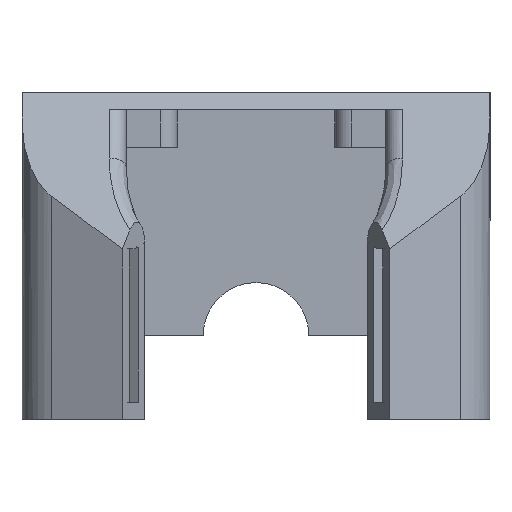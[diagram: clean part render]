
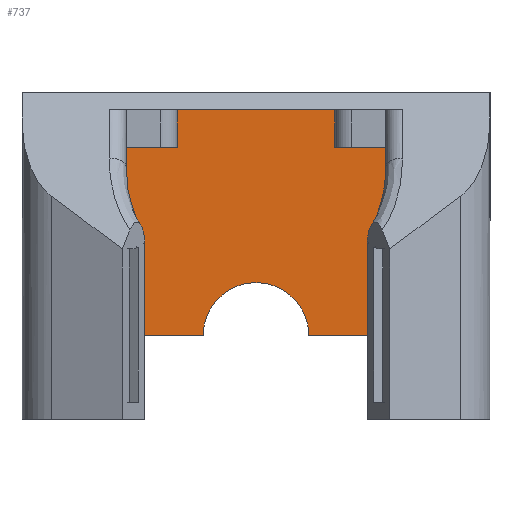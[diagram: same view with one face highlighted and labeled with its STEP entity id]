
A CAD part, front view. The second image highlights one B-rep face of the part: STEP entity #737.
In plain terms, the highlighted planar face has unit normal (0, -1, 0).
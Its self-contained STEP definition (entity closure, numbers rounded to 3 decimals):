
#24 = CARTESIAN_POINT ( 'NONE',  ( -15.25, 7.4, -29.85 ) ) ;
#363 = VECTOR ( 'NONE', #979, 1000. ) ;
#420 = ORIENTED_EDGE ( 'NONE', *, *, #4438, .T. ) ;
#547 = DIRECTION ( 'NONE',  ( -1., 0., 0. ) ) ;
#574 = ORIENTED_EDGE ( 'NONE', *, *, #6326, .F. ) ;
#618 = CARTESIAN_POINT ( 'NONE',  ( 16., 7.4, -8.5 ) ) ;
#628 = VERTEX_POINT ( 'NONE', #618 ) ;
#690 = VECTOR ( 'NONE', #4505, 1000. ) ;
#737 = ADVANCED_FACE ( 'NONE', ( #2942 ), #6547, .F. ) ;
#819 = ORIENTED_EDGE ( 'NONE', *, *, #1787, .T. ) ;
#935 = DIRECTION ( 'NONE',  ( 0., 1., 0. ) ) ;
#950 = LINE ( 'NONE', #6770, #363 ) ;
#960 = CARTESIAN_POINT ( 'NONE',  ( -15.25, 7.4, -8.5 ) ) ;
#979 = DIRECTION ( 'NONE',  ( 0., 0., 1. ) ) ;
#1141 = CARTESIAN_POINT ( 'NONE',  ( 15.25, 7.4, 6.5 ) ) ;
#1224 = DIRECTION ( 'NONE',  ( -1., 0., 0. ) ) ;
#1343 = LINE ( 'NONE', #3952, #1558 ) ;
#1406 = LINE ( 'NONE', #5570, #5103 ) ;
#1470 = DIRECTION ( 'NONE',  ( 0., 0., 1. ) ) ;
#1558 = VECTOR ( 'NONE', #1798, 1000. ) ;
#1649 = VECTOR ( 'NONE', #3269, 1000. ) ;
#1698 = CARTESIAN_POINT ( 'NONE',  ( 15.25, 7.4, -8.5 ) ) ;
#1760 = VERTEX_POINT ( 'NONE', #5527 ) ;
#1787 = EDGE_CURVE ( 'NONE', #2696, #6598, #3281, .T. ) ;
#1798 = DIRECTION ( 'NONE',  ( -1., 0., 0. ) ) ;
#1850 = DIRECTION ( 'NONE',  ( 0., 0., 1. ) ) ;
#1902 = VERTEX_POINT ( 'NONE', #4036 ) ;
#1948 = CARTESIAN_POINT ( 'NONE',  ( -16., 7.4, -20. ) ) ;
#2072 = EDGE_CURVE ( 'NONE', #2696, #3355, #2758, .T. ) ;
#2202 = LINE ( 'NONE', #1141, #5169 ) ;
#2338 = DIRECTION ( 'NONE',  ( 0., 1., 0. ) ) ;
#2430 = CARTESIAN_POINT ( 'NONE',  ( -15.25, 7.4, -29.85 ) ) ;
#2508 = DIRECTION ( 'NONE',  ( 0., 0., 1. ) ) ;
#2561 = VECTOR ( 'NONE', #1224, 1000. ) ;
#2575 = CARTESIAN_POINT ( 'NONE',  ( 16., 7.4, -8.5 ) ) ;
#2580 = ORIENTED_EDGE ( 'NONE', *, *, #5178, .T. ) ;
#2696 = VERTEX_POINT ( 'NONE', #960 ) ;
#2710 = LINE ( 'NONE', #2575, #4845 ) ;
#2758 = LINE ( 'NONE', #24, #1649 ) ;
#2942 = FACE_OUTER_BOUND ( 'NONE', #5631, .T. ) ;
#3181 = VERTEX_POINT ( 'NONE', #3554 ) ;
#3206 = AXIS2_PLACEMENT_3D ( 'NONE', #6129, #935, #2508 ) ;
#3228 = DIRECTION ( 'NONE',  ( -1., 0., 0. ) ) ;
#3269 = DIRECTION ( 'NONE',  ( 0., 0., 1. ) ) ;
#3281 = LINE ( 'NONE', #5947, #2561 ) ;
#3355 = VERTEX_POINT ( 'NONE', #6550 ) ;
#3485 = ORIENTED_EDGE ( 'NONE', *, *, #2072, .F. ) ;
#3499 = EDGE_CURVE ( 'NONE', #4044, #3181, #1406, .T. ) ;
#3554 = CARTESIAN_POINT ( 'NONE',  ( 15.25, 7.4, 6.5 ) ) ;
#3565 = CARTESIAN_POINT ( 'NONE',  ( 16., 7.4, -20. ) ) ;
#3599 = DIRECTION ( 'NONE',  ( -1., 0., 0. ) ) ;
#3612 = CARTESIAN_POINT ( 'NONE',  ( 6.2, 7.4, -20. ) ) ;
#3930 = VERTEX_POINT ( 'NONE', #3612 ) ;
#3952 = CARTESIAN_POINT ( 'NONE',  ( 16., 7.4, -20. ) ) ;
#4023 = LINE ( 'NONE', #5194, #6625 ) ;
#4036 = CARTESIAN_POINT ( 'NONE',  ( 16., 7.4, -20. ) ) ;
#4044 = VERTEX_POINT ( 'NONE', #1698 ) ;
#4250 = ORIENTED_EDGE ( 'NONE', *, *, #3499, .T. ) ;
#4438 = EDGE_CURVE ( 'NONE', #3181, #3355, #2202, .T. ) ;
#4505 = DIRECTION ( 'NONE',  ( 0., 0., 1. ) ) ;
#4563 = ORIENTED_EDGE ( 'NONE', *, *, #5521, .F. ) ;
#4717 = AXIS2_PLACEMENT_3D ( 'NONE', #2430, #2338, #1850 ) ;
#4803 = EDGE_CURVE ( 'NONE', #628, #4044, #2710, .T. ) ;
#4845 = VECTOR ( 'NONE', #547, 1000. ) ;
#5103 = VECTOR ( 'NONE', #1470, 1000. ) ;
#5126 = LINE ( 'NONE', #3565, #690 ) ;
#5169 = VECTOR ( 'NONE', #3228, 1000. ) ;
#5176 = EDGE_CURVE ( 'NONE', #1902, #628, #5126, .T. ) ;
#5178 = EDGE_CURVE ( 'NONE', #1760, #3930, #5632, .T. ) ;
#5194 = CARTESIAN_POINT ( 'NONE',  ( 16., 7.4, -20. ) ) ;
#5401 = CARTESIAN_POINT ( 'NONE',  ( -16., 7.4, -8.5 ) ) ;
#5521 = EDGE_CURVE ( 'NONE', #6664, #6598, #950, .T. ) ;
#5527 = CARTESIAN_POINT ( 'NONE',  ( -6.2, 7.4, -20. ) ) ;
#5570 = CARTESIAN_POINT ( 'NONE',  ( 15.25, 7.4, -29.85 ) ) ;
#5598 = ORIENTED_EDGE ( 'NONE', *, *, #4803, .T. ) ;
#5631 = EDGE_LOOP ( 'NONE', ( #574, #2580, #6621, #6796, #5598, #4250, #420, #3485, #819, #4563 ) ) ;
#5632 = CIRCLE ( 'NONE', #3206, 6.2 ) ;
#5947 = CARTESIAN_POINT ( 'NONE',  ( 16., 7.4, -8.5 ) ) ;
#6129 = CARTESIAN_POINT ( 'NONE',  ( 0., 7.4, -20. ) ) ;
#6164 = EDGE_CURVE ( 'NONE', #1902, #3930, #1343, .T. ) ;
#6326 = EDGE_CURVE ( 'NONE', #1760, #6664, #4023, .T. ) ;
#6547 = PLANE ( 'NONE',  #4717 ) ;
#6550 = CARTESIAN_POINT ( 'NONE',  ( -15.25, 7.4, 6.5 ) ) ;
#6598 = VERTEX_POINT ( 'NONE', #5401 ) ;
#6621 = ORIENTED_EDGE ( 'NONE', *, *, #6164, .F. ) ;
#6625 = VECTOR ( 'NONE', #3599, 1000. ) ;
#6664 = VERTEX_POINT ( 'NONE', #1948 ) ;
#6770 = CARTESIAN_POINT ( 'NONE',  ( -16., 7.4, -20. ) ) ;
#6796 = ORIENTED_EDGE ( 'NONE', *, *, #5176, .T. ) ;
